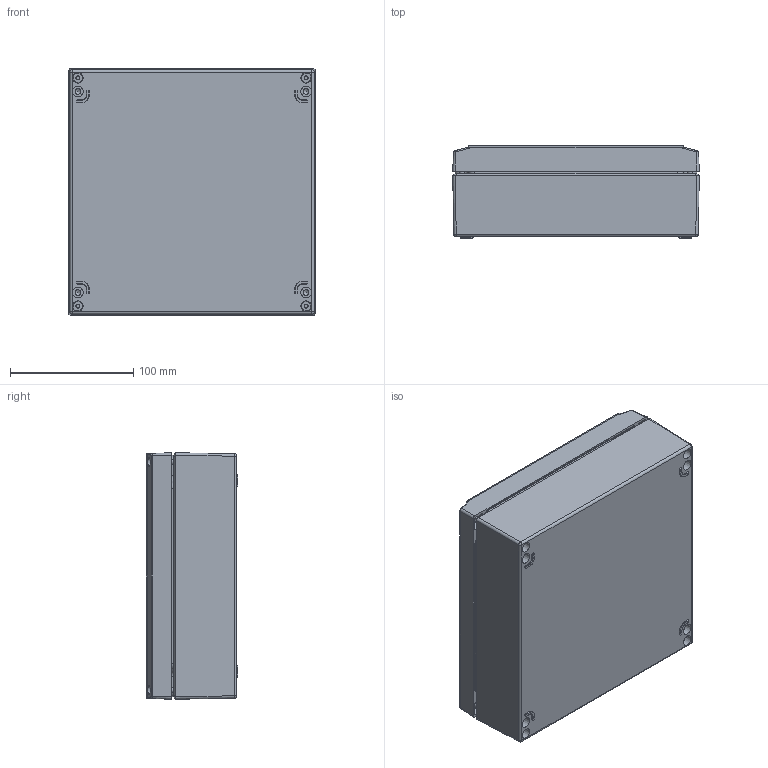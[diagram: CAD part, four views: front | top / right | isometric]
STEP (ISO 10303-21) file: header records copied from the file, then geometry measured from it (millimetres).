
FILE_DESCRIPTION(/* description */ (''),/* implementation_level */ '2;1');
FILE_NAME(/* name */ '08202007000-RST.stp',/* time_stamp */ '2021-09-02T14:55:15+02:00',/* author */ ('sl'),/* organization */ (''),/* preprocessor_version */ 'ST-DEVELOPER v16.5',/* originating_system */ 'Autodesk Inventor 2017',/* authorisation */ '');
FILE_SCHEMA (('AUTOMOTIVE_DESIGN { 1 0 10303 214 3 1 1 }'));
Products named in the file (6): Elekronikgehäuse-Alu-13-BG-0001-08_202007_000; Deckel-Elekronikgehäuse-Alu-13-BG-0002-08_202007_0
00; Elekronikgehäuse-Alu-13-BT-0001-08_202007_000; Dichtlippe-Elekronikgehäuse-Alu-13-BT-0003-08_202007_000; UT-Elekronikgehäuse-Alu-13-BT-0002-08_202007_000; M4x20-7
Assembly tree (8 placements, depth 3):
  Elekronikgehäuse-Alu-13-BG-0001-08_202007_000
    Deckel-Elekronikgehäuse-Alu-13-BG-0002-08_202007_0
00
      Elekronikgehäuse-Alu-13-BT-0001-08_202007_000
      Dichtlippe-Elekronikgehäuse-Alu-13-BT-0003-08_202007_000
    UT-Elekronikgehäuse-Alu-13-BT-0002-08_202007_000
    M4x20-7  x4
Bounding box: 200 x 74.5 x 200 mm (x, y, z)
Volume: 493651.1 mm3; surface area: 286350.8 mm2
Topology: 7 solids, 7 shells, 1020 faces, 2426 edges, 1448 vertices
Faces by surface type: bspline 288, cylinder 282, plane 274, cone 104, torus 52, sphere 20
Full cylindrical faces by diameter (mm): 3.3 x10, 3.52 x4, 4 x4
Entity records: 40648 total; most frequent: CARTESIAN_POINT 20208, ORIENTED_EDGE 4228, DIRECTION 4100, EDGE_CURVE 2114, AXIS2_PLACEMENT_3D 1640, VERTEX_POINT 1320, EDGE_LOOP 1132, FACE_OUTER_BOUND 954
